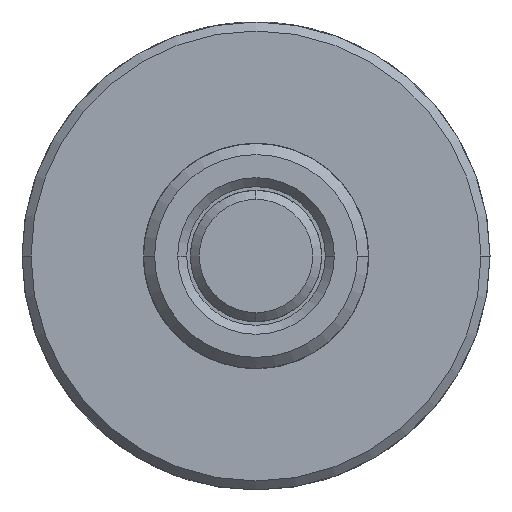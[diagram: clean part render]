
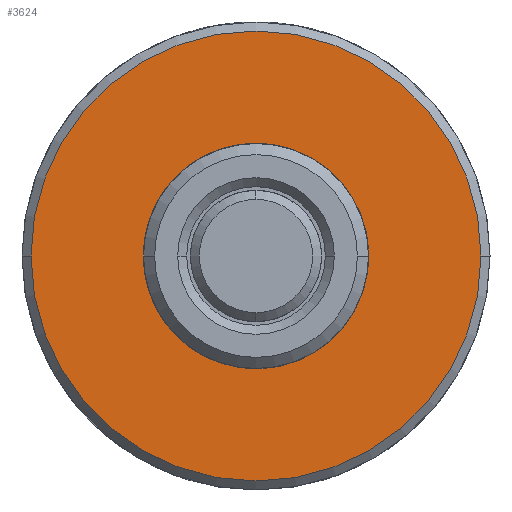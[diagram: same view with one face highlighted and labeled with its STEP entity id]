
A CAD part, left-side view. The second image highlights one B-rep face of the part: STEP entity #3624.
In plain terms, the highlighted planar face has unit normal (-1, 0, 0).
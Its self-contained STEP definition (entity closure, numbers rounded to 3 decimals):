
#34 = PLANE ( 'NONE',  #4044 ) ;
#95 = VERTEX_POINT ( 'NONE', #1096 ) ;
#219 = DIRECTION ( 'NONE',  ( 1., 0., 0. ) ) ;
#295 = DIRECTION ( 'NONE',  ( 0., 0., -1. ) ) ;
#337 = DIRECTION ( 'NONE',  ( 0., 0., -1. ) ) ;
#403 = EDGE_LOOP ( 'NONE', ( #2811, #2755 ) ) ;
#473 = CARTESIAN_POINT ( 'NONE',  ( 16.764, 0., -19.05 ) ) ;
#506 = CARTESIAN_POINT ( 'NONE',  ( 16.764, 0., 0. ) ) ;
#529 = CARTESIAN_POINT ( 'NONE',  ( 16.764, 0., 0. ) ) ;
#581 = VERTEX_POINT ( 'NONE', #473 ) ;
#794 = DIRECTION ( 'NONE',  ( 0., 0., -1. ) ) ;
#1011 = EDGE_CURVE ( 'NONE', #581, #95, #1511, .T. ) ;
#1081 = EDGE_CURVE ( 'NONE', #95, #581, #3469, .T. ) ;
#1096 = CARTESIAN_POINT ( 'NONE',  ( 16.764, 0., 19.05 ) ) ;
#1112 = EDGE_CURVE ( 'NONE', #3498, #3962, #3661, .T. ) ;
#1243 = CARTESIAN_POINT ( 'NONE',  ( 16.764, 0., 0. ) ) ;
#1244 = AXIS2_PLACEMENT_3D ( 'NONE', #506, #219, #2463 ) ;
#1511 = CIRCLE ( 'NONE', #3053, 19.05 ) ;
#1533 = ORIENTED_EDGE ( 'NONE', *, *, #1081, .F. ) ;
#1549 = FACE_BOUND ( 'NONE', #403, .T. ) ;
#1675 = EDGE_CURVE ( 'NONE', #3962, #3498, #3095, .T. ) ;
#1709 = CARTESIAN_POINT ( 'NONE',  ( 16.764, 0., 9.493 ) ) ;
#1755 = CARTESIAN_POINT ( 'NONE',  ( 16.764, 0., -9.493 ) ) ;
#1810 = DIRECTION ( 'NONE',  ( 1., 0., 0. ) ) ;
#1829 = DIRECTION ( 'NONE',  ( 1., 0., 0. ) ) ;
#1846 = AXIS2_PLACEMENT_3D ( 'NONE', #3351, #1810, #794 ) ;
#1919 = CARTESIAN_POINT ( 'NONE',  ( 16.764, 0., 0. ) ) ;
#2233 = FACE_OUTER_BOUND ( 'NONE', #3948, .T. ) ;
#2359 = ORIENTED_EDGE ( 'NONE', *, *, #1011, .F. ) ;
#2432 = DIRECTION ( 'NONE',  ( 1., 0., 0. ) ) ;
#2463 = DIRECTION ( 'NONE',  ( 0., 0., -1. ) ) ;
#2755 = ORIENTED_EDGE ( 'NONE', *, *, #1112, .T. ) ;
#2811 = ORIENTED_EDGE ( 'NONE', *, *, #1675, .T. ) ;
#3053 = AXIS2_PLACEMENT_3D ( 'NONE', #529, #2432, #4032 ) ;
#3095 = CIRCLE ( 'NONE', #4098, 9.493 ) ;
#3351 = CARTESIAN_POINT ( 'NONE',  ( 16.764, 0., 0. ) ) ;
#3469 = CIRCLE ( 'NONE', #1244, 19.05 ) ;
#3498 = VERTEX_POINT ( 'NONE', #1709 ) ;
#3538 = DIRECTION ( 'NONE',  ( 1., 0., 0. ) ) ;
#3624 = ADVANCED_FACE ( 'NONE', ( #2233, #1549 ), #34, .F. ) ;
#3661 = CIRCLE ( 'NONE', #1846, 9.493 ) ;
#3948 = EDGE_LOOP ( 'NONE', ( #1533, #2359 ) ) ;
#3962 = VERTEX_POINT ( 'NONE', #1755 ) ;
#4032 = DIRECTION ( 'NONE',  ( 0., 0., -1. ) ) ;
#4044 = AXIS2_PLACEMENT_3D ( 'NONE', #1919, #3538, #337 ) ;
#4098 = AXIS2_PLACEMENT_3D ( 'NONE', #1243, #1829, #295 ) ;
